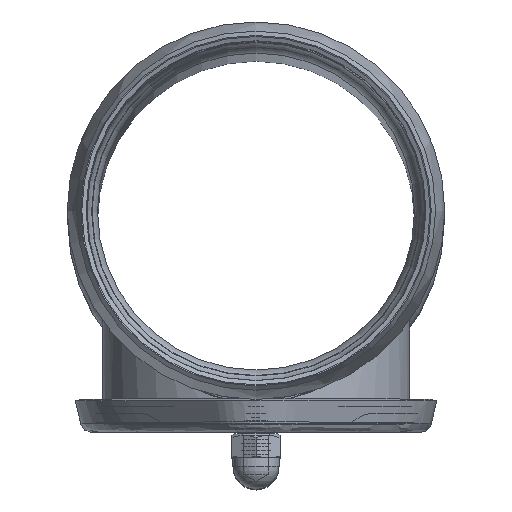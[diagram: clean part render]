
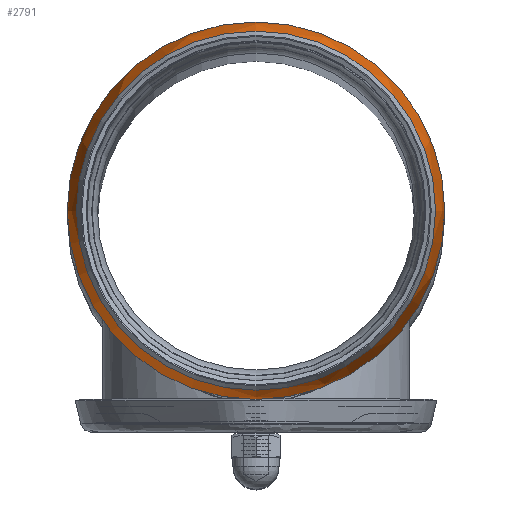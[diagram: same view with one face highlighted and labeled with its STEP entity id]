
A CAD part, top view. The second image highlights one B-rep face of the part: STEP entity #2791.
In plain terms, the highlighted free-form (B-spline) face has degree [2, 2] with [3, 9] control points.
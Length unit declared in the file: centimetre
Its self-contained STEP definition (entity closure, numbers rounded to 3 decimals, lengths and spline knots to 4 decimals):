
#61=(
BOUNDED_SURFACE()
B_SPLINE_SURFACE(2,2,((#21135,#21136,#21137,#21138,#21139,#21140,#21141,
#21142,#21143),(#21144,#21145,#21146,#21147,#21148,#21149,#21150,#21151,
#21152),(#21153,#21154,#21155,#21156,#21157,#21158,#21159,#21160,#21161)),
 .UNSPECIFIED.,.F.,.T.,.F.)
B_SPLINE_SURFACE_WITH_KNOTS((3,3),(3,2,2,2,3),(-0.4363,0.),
(-3.1416,-1.5708,0.,1.5708,3.1416),
 .UNSPECIFIED.)
GEOMETRIC_REPRESENTATION_ITEM()
RATIONAL_B_SPLINE_SURFACE(((1.,0.707,1.,0.707,1.,
0.707,1.,0.707,1.),(0.976,0.69,
0.976,0.69,0.976,0.69,
0.976,0.69,0.976),(1.,0.707,
1.,0.707,1.,0.707,1.,0.707,1.)))
REPRESENTATION_ITEM('')
SURFACE()
);
#435=CIRCLE('',#3481,51.1);
#436=CIRCLE('',#3482,51.1);
#449=CIRCLE('',#3499,26.6);
#450=CIRCLE('',#3500,48.6078);
#451=CIRCLE('',#3501,48.6078);
#669=FACE_OUTER_BOUND('',#883,.T.);
#883=EDGE_LOOP('',(#2490,#2491,#2492,#2493,#2494,#2495));
#1204=VERTEX_POINT('',#21104);
#1205=VERTEX_POINT('',#21106);
#1215=VERTEX_POINT('',#21162);
#1216=VERTEX_POINT('',#21164);
#1629=EDGE_CURVE('',#1204,#1205,#435,.T.);
#1630=EDGE_CURVE('',#1205,#1204,#436,.T.);
#1644=EDGE_CURVE('',#1205,#1215,#449,.T.);
#1645=EDGE_CURVE('',#1215,#1216,#450,.T.);
#1646=EDGE_CURVE('',#1216,#1215,#451,.T.);
#2490=ORIENTED_EDGE('',*,*,#1629,.F.);
#2491=ORIENTED_EDGE('',*,*,#1630,.F.);
#2492=ORIENTED_EDGE('',*,*,#1644,.T.);
#2493=ORIENTED_EDGE('',*,*,#1645,.T.);
#2494=ORIENTED_EDGE('',*,*,#1646,.T.);
#2495=ORIENTED_EDGE('',*,*,#1644,.F.);
#2791=ADVANCED_FACE('',(#669),#61,.F.);
#3481=AXIS2_PLACEMENT_3D('',#21107,#4358,#4359);
#3482=AXIS2_PLACEMENT_3D('',#21108,#4360,#4361);
#3499=AXIS2_PLACEMENT_3D('',#21163,#4395,#4396);
#3500=AXIS2_PLACEMENT_3D('',#21165,#4397,#4398);
#3501=AXIS2_PLACEMENT_3D('',#21166,#4399,#4400);
#4358=DIRECTION('center_axis',(0.,0.,
-1.));
#4359=DIRECTION('ref_axis',(0.,-1.,0.));
#4360=DIRECTION('center_axis',(0.,0.,
-1.));
#4361=DIRECTION('ref_axis',(0.,-1.,0.));
#4395=DIRECTION('center_axis',(0.,1.,0.));
#4396=DIRECTION('ref_axis',(-1.,0.,0.));
#4397=DIRECTION('center_axis',(0.,0.,
-1.));
#4398=DIRECTION('ref_axis',(0.,-1.,0.));
#4399=DIRECTION('center_axis',(0.,0.,
-1.));
#4400=DIRECTION('ref_axis',(0.,-1.,0.));
#21104=CARTESIAN_POINT('',(0.,51.1,1486.2757));
#21106=CARTESIAN_POINT('',(-51.1,0.,1486.2757));
#21107=CARTESIAN_POINT('Origin',(0.,0.,1486.2757));
#21108=CARTESIAN_POINT('Origin',(0.,0.,1486.2757));
#21135=CARTESIAN_POINT('Ctrl Pts',(-48.6078,0.,1497.5173));
#21136=CARTESIAN_POINT('Ctrl Pts',(-48.6078,48.6078,1497.5173));
#21137=CARTESIAN_POINT('Ctrl Pts',(0.,48.6078,
1497.5173));
#21138=CARTESIAN_POINT('Ctrl Pts',(48.6078,48.6078,1497.5173));
#21139=CARTESIAN_POINT('Ctrl Pts',(48.6078,0.,1497.5173));
#21140=CARTESIAN_POINT('Ctrl Pts',(48.6078,-48.6078,1497.5173));
#21141=CARTESIAN_POINT('Ctrl Pts',(0.,-48.6078,
1497.5173));
#21142=CARTESIAN_POINT('Ctrl Pts',(-48.6078,-48.6078,
1497.5173));
#21143=CARTESIAN_POINT('Ctrl Pts',(-48.6078,0.,1497.5173));
#21144=CARTESIAN_POINT('Ctrl Pts',(-51.1,0.,1492.1727));
#21145=CARTESIAN_POINT('Ctrl Pts',(-51.1,51.1,1492.1727));
#21146=CARTESIAN_POINT('Ctrl Pts',(0.,51.1,
1492.1727));
#21147=CARTESIAN_POINT('Ctrl Pts',(51.1,51.1,1492.1727));
#21148=CARTESIAN_POINT('Ctrl Pts',(51.1,0.,1492.1727));
#21149=CARTESIAN_POINT('Ctrl Pts',(51.1,-51.1,1492.1727));
#21150=CARTESIAN_POINT('Ctrl Pts',(0.,-51.1,
1492.1727));
#21151=CARTESIAN_POINT('Ctrl Pts',(-51.1,-51.1,
1492.1727));
#21152=CARTESIAN_POINT('Ctrl Pts',(-51.1,0.,1492.1727));
#21153=CARTESIAN_POINT('Ctrl Pts',(-51.1,0.,1486.2757));
#21154=CARTESIAN_POINT('Ctrl Pts',(-51.1,51.1,1486.2757));
#21155=CARTESIAN_POINT('Ctrl Pts',(0.,51.1,
1486.2757));
#21156=CARTESIAN_POINT('Ctrl Pts',(51.1,51.1,1486.2757));
#21157=CARTESIAN_POINT('Ctrl Pts',(51.1,0.,1486.2757));
#21158=CARTESIAN_POINT('Ctrl Pts',(51.1,-51.1,1486.2757));
#21159=CARTESIAN_POINT('Ctrl Pts',(0.,-51.1,
1486.2757));
#21160=CARTESIAN_POINT('Ctrl Pts',(-51.1,-51.1,1486.2757));
#21161=CARTESIAN_POINT('Ctrl Pts',(-51.1,0.,1486.2757));
#21162=CARTESIAN_POINT('',(-48.6078,0.,1497.5173));
#21163=CARTESIAN_POINT('Origin',(-24.5,0.,1486.2757));
#21164=CARTESIAN_POINT('',(0.,48.6078,1497.5173));
#21165=CARTESIAN_POINT('Origin',(0.,0.,1497.5173));
#21166=CARTESIAN_POINT('Origin',(0.,0.,1497.5173));
